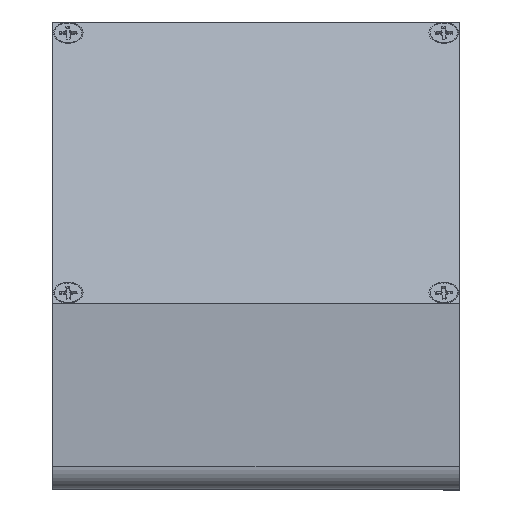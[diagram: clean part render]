
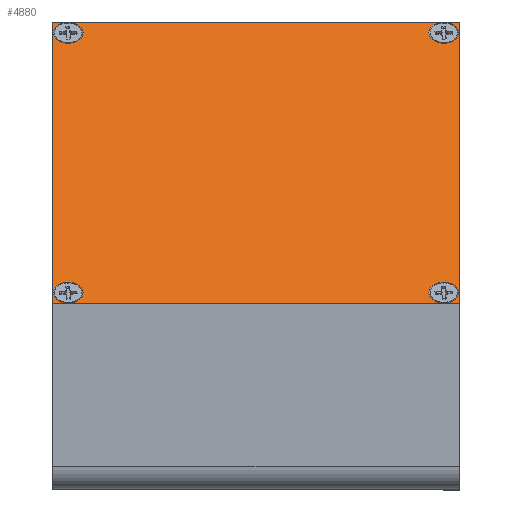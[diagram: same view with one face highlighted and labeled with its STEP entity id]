
A CAD part, top view. The second image highlights one B-rep face of the part: STEP entity #4880.
In plain terms, the highlighted planar face has unit normal (0, 0.707, 0.707).
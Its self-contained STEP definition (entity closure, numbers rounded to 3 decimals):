
#57 = DIRECTION ( 'NONE',  ( 0., 0.707, -0.707 ) ) ;
#125 = CIRCLE ( 'NONE', #905, 1.95 ) ;
#127 = CARTESIAN_POINT ( 'NONE',  ( 26.5, 24.23, 61. ) ) ;
#187 = LINE ( 'NONE', #5150, #5741 ) ;
#193 = CIRCLE ( 'NONE', #5822, 1.95 ) ;
#443 = DIRECTION ( 'NONE',  ( 0., 0.707, 0.707 ) ) ;
#453 = VERTEX_POINT ( 'NONE', #2894 ) ;
#611 = AXIS2_PLACEMENT_3D ( 'NONE', #4478, #4946, #2163 ) ;
#622 = DIRECTION ( 'NONE',  ( 1., 0., 0. ) ) ;
#634 = DIRECTION ( 'NONE',  ( 0., 0.707, 0.707 ) ) ;
#652 = EDGE_CURVE ( 'NONE', #4564, #3890, #125, .T. ) ;
#703 = EDGE_LOOP ( 'NONE', ( #1213, #3006 ) ) ;
#795 = CARTESIAN_POINT ( 'NONE',  ( 26.5, 24.23, 61. ) ) ;
#807 = PLANE ( 'NONE',  #611 ) ;
#853 = AXIS2_PLACEMENT_3D ( 'NONE', #864, #2651, #2606 ) ;
#857 = EDGE_CURVE ( 'NONE', #3890, #4564, #193, .T. ) ;
#864 = CARTESIAN_POINT ( 'NONE',  ( 24.5, 25.645, 59.586 ) ) ;
#905 = AXIS2_PLACEMENT_3D ( 'NONE', #3625, #953, #1408 ) ;
#953 = DIRECTION ( 'NONE',  ( 0., 0.707, 0.707 ) ) ;
#1041 = DIRECTION ( 'NONE',  ( 0., 0.707, 0.707 ) ) ;
#1067 = CARTESIAN_POINT ( 'NONE',  ( -26.5, 24.23, 61. ) ) ;
#1078 = CARTESIAN_POINT ( 'NONE',  ( 24.5, 25.645, 59.586 ) ) ;
#1104 = VERTEX_POINT ( 'NONE', #2235 ) ;
#1116 = VERTEX_POINT ( 'NONE', #2670 ) ;
#1213 = ORIENTED_EDGE ( 'NONE', *, *, #4731, .F. ) ;
#1221 = FACE_BOUND ( 'NONE', #2238, .T. ) ;
#1370 = VERTEX_POINT ( 'NONE', #2434 ) ;
#1408 = DIRECTION ( 'NONE',  ( 0., -0.707, 0.707 ) ) ;
#1429 = CIRCLE ( 'NONE', #4889, 1.95 ) ;
#1441 = VECTOR ( 'NONE', #4505, 1000. ) ;
#1506 = CARTESIAN_POINT ( 'NONE',  ( 24.5, 58.207, 27.024 ) ) ;
#1566 = EDGE_CURVE ( 'NONE', #1104, #1774, #2333, .T. ) ;
#1639 = CIRCLE ( 'NONE', #2850, 1.95 ) ;
#1658 = VERTEX_POINT ( 'NONE', #5981 ) ;
#1732 = LINE ( 'NONE', #3600, #1441 ) ;
#1739 = ORIENTED_EDGE ( 'NONE', *, *, #5004, .T. ) ;
#1774 = VERTEX_POINT ( 'NONE', #1067 ) ;
#1782 = FACE_BOUND ( 'NONE', #703, .T. ) ;
#1794 = EDGE_CURVE ( 'NONE', #1774, #3649, #4723, .T. ) ;
#1858 = DIRECTION ( 'NONE',  ( 0., -0.707, 0.707 ) ) ;
#1944 = DIRECTION ( 'NONE',  ( 0., -0.707, 0.707 ) ) ;
#1985 = DIRECTION ( 'NONE',  ( 0., -0.707, 0.707 ) ) ;
#2055 = CARTESIAN_POINT ( 'NONE',  ( 24.5, 59.586, 25.645 ) ) ;
#2068 = CARTESIAN_POINT ( 'NONE',  ( -24.5, 59.586, 25.645 ) ) ;
#2083 = VERTEX_POINT ( 'NONE', #4041 ) ;
#2119 = VECTOR ( 'NONE', #2995, 1000. ) ;
#2163 = DIRECTION ( 'NONE',  ( 0., -0.707, 0.707 ) ) ;
#2169 = ORIENTED_EDGE ( 'NONE', *, *, #5514, .F. ) ;
#2235 = CARTESIAN_POINT ( 'NONE',  ( -26.5, 61., 24.23 ) ) ;
#2238 = EDGE_LOOP ( 'NONE', ( #3236, #5609 ) ) ;
#2262 = VERTEX_POINT ( 'NONE', #2736 ) ;
#2281 = FACE_BOUND ( 'NONE', #2704, .T. ) ;
#2333 = LINE ( 'NONE', #4897, #2119 ) ;
#2434 = CARTESIAN_POINT ( 'NONE',  ( -24.5, 24.266, 60.965 ) ) ;
#2606 = DIRECTION ( 'NONE',  ( 0., -0.707, 0.707 ) ) ;
#2625 = CIRCLE ( 'NONE', #4265, 1.95 ) ;
#2651 = DIRECTION ( 'NONE',  ( 0., 0.707, 0.707 ) ) ;
#2670 = CARTESIAN_POINT ( 'NONE',  ( 24.5, 27.024, 58.207 ) ) ;
#2679 = DIRECTION ( 'NONE',  ( 0., -0.707, 0.707 ) ) ;
#2704 = EDGE_LOOP ( 'NONE', ( #3427, #5131 ) ) ;
#2730 = ORIENTED_EDGE ( 'NONE', *, *, #3376, .T. ) ;
#2736 = CARTESIAN_POINT ( 'NONE',  ( -24.5, 58.207, 27.024 ) ) ;
#2850 = AXIS2_PLACEMENT_3D ( 'NONE', #1078, #634, #1944 ) ;
#2894 = CARTESIAN_POINT ( 'NONE',  ( -24.5, 27.024, 58.207 ) ) ;
#2942 = DIRECTION ( 'NONE',  ( 0., -0.707, 0.707 ) ) ;
#2995 = DIRECTION ( 'NONE',  ( 0., -0.707, 0.707 ) ) ;
#3006 = ORIENTED_EDGE ( 'NONE', *, *, #3140, .F. ) ;
#3140 = EDGE_CURVE ( 'NONE', #1658, #2262, #3746, .T. ) ;
#3236 = ORIENTED_EDGE ( 'NONE', *, *, #3755, .F. ) ;
#3273 = ORIENTED_EDGE ( 'NONE', *, *, #1794, .T. ) ;
#3361 = FACE_OUTER_BOUND ( 'NONE', #4840, .T. ) ;
#3376 = EDGE_CURVE ( 'NONE', #2083, #1104, #1732, .T. ) ;
#3427 = ORIENTED_EDGE ( 'NONE', *, *, #652, .F. ) ;
#3509 = FACE_BOUND ( 'NONE', #4106, .T. ) ;
#3600 = CARTESIAN_POINT ( 'NONE',  ( 26.5, 61., 24.23 ) ) ;
#3625 = CARTESIAN_POINT ( 'NONE',  ( 24.5, 59.586, 25.645 ) ) ;
#3649 = VERTEX_POINT ( 'NONE', #795 ) ;
#3694 = CARTESIAN_POINT ( 'NONE',  ( 24.5, 60.965, 24.266 ) ) ;
#3735 = VERTEX_POINT ( 'NONE', #4019 ) ;
#3746 = CIRCLE ( 'NONE', #4562, 1.95 ) ;
#3755 = EDGE_CURVE ( 'NONE', #1370, #453, #5403, .T. ) ;
#3790 = CARTESIAN_POINT ( 'NONE',  ( -24.5, 25.645, 59.586 ) ) ;
#3890 = VERTEX_POINT ( 'NONE', #3694 ) ;
#4019 = CARTESIAN_POINT ( 'NONE',  ( 24.5, 24.266, 60.965 ) ) ;
#4041 = CARTESIAN_POINT ( 'NONE',  ( 26.5, 61., 24.23 ) ) ;
#4044 = DIRECTION ( 'NONE',  ( 0., 0.707, 0.707 ) ) ;
#4063 = DIRECTION ( 'NONE',  ( 0., 0.707, 0.707 ) ) ;
#4106 = EDGE_LOOP ( 'NONE', ( #2169, #5839 ) ) ;
#4124 = CARTESIAN_POINT ( 'NONE',  ( -24.5, 59.586, 25.645 ) ) ;
#4179 = AXIS2_PLACEMENT_3D ( 'NONE', #4519, #4044, #2679 ) ;
#4265 = AXIS2_PLACEMENT_3D ( 'NONE', #2068, #5721, #2942 ) ;
#4286 = VECTOR ( 'NONE', #622, 1000. ) ;
#4478 = CARTESIAN_POINT ( 'NONE',  ( 0., 42.615, 42.615 ) ) ;
#4505 = DIRECTION ( 'NONE',  ( -1., 0., 0. ) ) ;
#4519 = CARTESIAN_POINT ( 'NONE',  ( -24.5, 25.645, 59.586 ) ) ;
#4544 = EDGE_CURVE ( 'NONE', #453, #1370, #1429, .T. ) ;
#4562 = AXIS2_PLACEMENT_3D ( 'NONE', #4124, #443, #1858 ) ;
#4564 = VERTEX_POINT ( 'NONE', #1506 ) ;
#4723 = LINE ( 'NONE', #127, #4286 ) ;
#4731 = EDGE_CURVE ( 'NONE', #2262, #1658, #2625, .T. ) ;
#4840 = EDGE_LOOP ( 'NONE', ( #5249, #3273, #1739, #2730 ) ) ;
#4878 = CIRCLE ( 'NONE', #853, 1.95 ) ;
#4880 = ADVANCED_FACE ( 'NONE', ( #1782, #2281, #1221, #3509, #3361 ), #807, .T. ) ;
#4889 = AXIS2_PLACEMENT_3D ( 'NONE', #3790, #1041, #1985 ) ;
#4897 = CARTESIAN_POINT ( 'NONE',  ( -26.5, 24.23, 61. ) ) ;
#4946 = DIRECTION ( 'NONE',  ( 0., 0.707, 0.707 ) ) ;
#5004 = EDGE_CURVE ( 'NONE', #3649, #2083, #187, .T. ) ;
#5006 = EDGE_CURVE ( 'NONE', #1116, #3735, #1639, .T. ) ;
#5131 = ORIENTED_EDGE ( 'NONE', *, *, #857, .F. ) ;
#5150 = CARTESIAN_POINT ( 'NONE',  ( 26.5, 24.23, 61. ) ) ;
#5249 = ORIENTED_EDGE ( 'NONE', *, *, #1566, .T. ) ;
#5403 = CIRCLE ( 'NONE', #4179, 1.95 ) ;
#5454 = DIRECTION ( 'NONE',  ( 0., -0.707, 0.707 ) ) ;
#5514 = EDGE_CURVE ( 'NONE', #3735, #1116, #4878, .T. ) ;
#5609 = ORIENTED_EDGE ( 'NONE', *, *, #4544, .F. ) ;
#5721 = DIRECTION ( 'NONE',  ( 0., 0.707, 0.707 ) ) ;
#5741 = VECTOR ( 'NONE', #57, 1000. ) ;
#5822 = AXIS2_PLACEMENT_3D ( 'NONE', #2055, #4063, #5454 ) ;
#5839 = ORIENTED_EDGE ( 'NONE', *, *, #5006, .F. ) ;
#5981 = CARTESIAN_POINT ( 'NONE',  ( -24.5, 60.965, 24.266 ) ) ;
